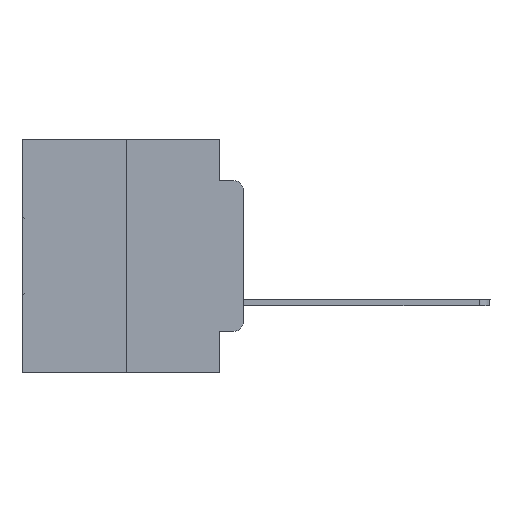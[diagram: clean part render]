
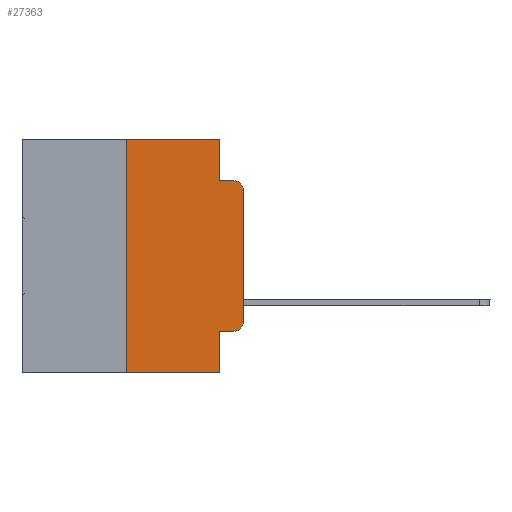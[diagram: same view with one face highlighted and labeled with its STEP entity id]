
A CAD part, left-side view. The second image highlights one B-rep face of the part: STEP entity #27363.
In plain terms, the highlighted planar face has unit normal (-1, 0, 0).
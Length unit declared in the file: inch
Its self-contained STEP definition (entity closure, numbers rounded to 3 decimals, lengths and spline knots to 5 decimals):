
#114 = CARTESIAN_POINT ( 'NONE',  ( 0., 0.051, -0.5 ) ) ;
#171 = LINE ( 'NONE', #27184, #14845 ) ;
#637 = DIRECTION ( 'NONE',  ( 0., -1., 0. ) ) ;
#841 = DIRECTION ( 'NONE',  ( 0., -1., 0. ) ) ;
#1535 = VECTOR ( 'NONE', #5156, 39.37008 ) ;
#1654 = VERTEX_POINT ( 'NONE', #22306 ) ;
#1713 = DIRECTION ( 'NONE',  ( 0., 0., -1. ) ) ;
#2217 = VERTEX_POINT ( 'NONE', #16676 ) ;
#3616 = EDGE_CURVE ( 'NONE', #1654, #31856, #171, .T. ) ;
#4262 = DIRECTION ( 'NONE',  ( 0., -1., 0. ) ) ;
#4452 = ORIENTED_EDGE ( 'NONE', *, *, #24241, .T. ) ;
#4461 = ORIENTED_EDGE ( 'NONE', *, *, #3616, .F. ) ;
#5156 = DIRECTION ( 'NONE',  ( 0., 0., -1. ) ) ;
#6328 = AXIS2_PLACEMENT_3D ( 'NONE', #31850, #9677, #11966 ) ;
#6771 = CARTESIAN_POINT ( 'NONE',  ( 0., 0.02, -0.0885 ) ) ;
#6896 = CARTESIAN_POINT ( 'NONE',  ( 0., 0.051, 0. ) ) ;
#7602 = LINE ( 'NONE', #12304, #1535 ) ;
#7992 = EDGE_CURVE ( 'NONE', #15416, #19187, #15856, .T. ) ;
#8303 = EDGE_CURVE ( 'NONE', #31476, #19187, #7602, .T. ) ;
#8332 = DIRECTION ( 'NONE',  ( 0., 0., 1. ) ) ;
#8647 = ORIENTED_EDGE ( 'NONE', *, *, #15291, .T. ) ;
#9677 = DIRECTION ( 'NONE',  ( -1., 0., 0. ) ) ;
#9739 = DIRECTION ( 'NONE',  ( -1., 0., 0. ) ) ;
#9766 = CARTESIAN_POINT ( 'NONE',  ( 0., 0.051, -0.4115 ) ) ;
#10010 = ORIENTED_EDGE ( 'NONE', *, *, #12809, .T. ) ;
#10033 = ORIENTED_EDGE ( 'NONE', *, *, #7992, .T. ) ;
#10617 = ORIENTED_EDGE ( 'NONE', *, *, #12111, .F. ) ;
#10762 = LINE ( 'NONE', #20618, #22411 ) ;
#11052 = LINE ( 'NONE', #16210, #15665 ) ;
#11061 = ORIENTED_EDGE ( 'NONE', *, *, #24321, .F. ) ;
#11073 = PLANE ( 'NONE',  #15446 ) ;
#11699 = CARTESIAN_POINT ( 'NONE',  ( 0., 0., -0.3915 ) ) ;
#11966 = DIRECTION ( 'NONE',  ( 0., 0., -1. ) ) ;
#12111 = EDGE_CURVE ( 'NONE', #31856, #14739, #17078, .T. ) ;
#12166 = CARTESIAN_POINT ( 'NONE',  ( 0., 0.051, 0. ) ) ;
#12304 = CARTESIAN_POINT ( 'NONE',  ( 0., 0.051, 0. ) ) ;
#12809 = EDGE_CURVE ( 'NONE', #2217, #19680, #21826, .T. ) ;
#13044 = LINE ( 'NONE', #15299, #17473 ) ;
#13197 = EDGE_LOOP ( 'NONE', ( #4452, #13822, #11061, #10617, #4461, #19509, #10033, #28632, #8647, #10010 ) ) ;
#13655 = EDGE_CURVE ( 'NONE', #15416, #1654, #10762, .T. ) ;
#13677 = CARTESIAN_POINT ( 'NONE',  ( 0., 0.473, 0. ) ) ;
#13822 = ORIENTED_EDGE ( 'NONE', *, *, #21881, .T. ) ;
#14385 = VECTOR ( 'NONE', #25649, 39.37008 ) ;
#14739 = VERTEX_POINT ( 'NONE', #17868 ) ;
#14845 = VECTOR ( 'NONE', #4262, 39.37008 ) ;
#15291 = EDGE_CURVE ( 'NONE', #31476, #2217, #11052, .T. ) ;
#15299 = CARTESIAN_POINT ( 'NONE',  ( 0., 0., 0. ) ) ;
#15416 = VERTEX_POINT ( 'NONE', #23828 ) ;
#15443 = VECTOR ( 'NONE', #637, 39.37008 ) ;
#15446 = AXIS2_PLACEMENT_3D ( 'NONE', #13677, #22876, #27892 ) ;
#15665 = VECTOR ( 'NONE', #841, 39.37008 ) ;
#15856 = LINE ( 'NONE', #30436, #15443 ) ;
#16210 = CARTESIAN_POINT ( 'NONE',  ( 0., 0.051, -0.4115 ) ) ;
#16676 = CARTESIAN_POINT ( 'NONE',  ( 0., 0.02, -0.4115 ) ) ;
#17078 = LINE ( 'NONE', #6896, #20738 ) ;
#17473 = VECTOR ( 'NONE', #30356, 39.37008 ) ;
#17780 = VERTEX_POINT ( 'NONE', #6771 ) ;
#17868 = CARTESIAN_POINT ( 'NONE',  ( 0., 0.051, -0.0885 ) ) ;
#19187 = VERTEX_POINT ( 'NONE', #114 ) ;
#19509 = ORIENTED_EDGE ( 'NONE', *, *, #13655, .F. ) ;
#19603 = DIRECTION ( 'NONE',  ( 0., 0., -1. ) ) ;
#19680 = VERTEX_POINT ( 'NONE', #11699 ) ;
#19759 = CARTESIAN_POINT ( 'NONE',  ( 0., 0.02, -0.1085 ) ) ;
#20618 = CARTESIAN_POINT ( 'NONE',  ( 0., 0.25, 0. ) ) ;
#20640 = LINE ( 'NONE', #30526, #14385 ) ;
#20738 = VECTOR ( 'NONE', #1713, 39.37008 ) ;
#21606 = CARTESIAN_POINT ( 'NONE',  ( 0., 0., -0.1085 ) ) ;
#21826 = CIRCLE ( 'NONE', #6328, 0.02 ) ;
#21881 = EDGE_CURVE ( 'NONE', #24423, #17780, #25114, .T. ) ;
#22002 = AXIS2_PLACEMENT_3D ( 'NONE', #19759, #9739, #19603 ) ;
#22306 = CARTESIAN_POINT ( 'NONE',  ( 0., 0.25, 0. ) ) ;
#22411 = VECTOR ( 'NONE', #8332, 39.37008 ) ;
#22876 = DIRECTION ( 'NONE',  ( 1., 0., 0. ) ) ;
#23828 = CARTESIAN_POINT ( 'NONE',  ( 0., 0.25, -0.5 ) ) ;
#24241 = EDGE_CURVE ( 'NONE', #19680, #24423, #13044, .T. ) ;
#24321 = EDGE_CURVE ( 'NONE', #14739, #17780, #20640, .T. ) ;
#24423 = VERTEX_POINT ( 'NONE', #21606 ) ;
#25114 = CIRCLE ( 'NONE', #22002, 0.02 ) ;
#25307 = FACE_OUTER_BOUND ( 'NONE', #13197, .T. ) ;
#25649 = DIRECTION ( 'NONE',  ( 0., -1., 0. ) ) ;
#27184 = CARTESIAN_POINT ( 'NONE',  ( 0., 0.473, 0. ) ) ;
#27363 = ADVANCED_FACE ( 'NONE', ( #25307 ), #11073, .F. ) ;
#27892 = DIRECTION ( 'NONE',  ( 0., 0., -1. ) ) ;
#28632 = ORIENTED_EDGE ( 'NONE', *, *, #8303, .F. ) ;
#30356 = DIRECTION ( 'NONE',  ( 0., 0., 1. ) ) ;
#30436 = CARTESIAN_POINT ( 'NONE',  ( 0., 0.473, -0.5 ) ) ;
#30526 = CARTESIAN_POINT ( 'NONE',  ( 0., 0.051, -0.0885 ) ) ;
#31476 = VERTEX_POINT ( 'NONE', #9766 ) ;
#31850 = CARTESIAN_POINT ( 'NONE',  ( 0., 0.02, -0.3915 ) ) ;
#31856 = VERTEX_POINT ( 'NONE', #12166 ) ;
